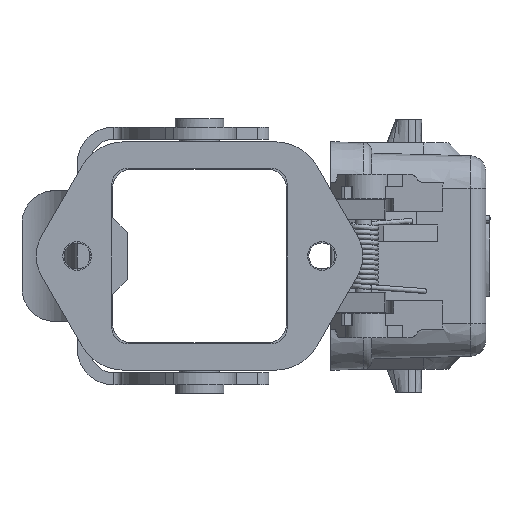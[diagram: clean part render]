
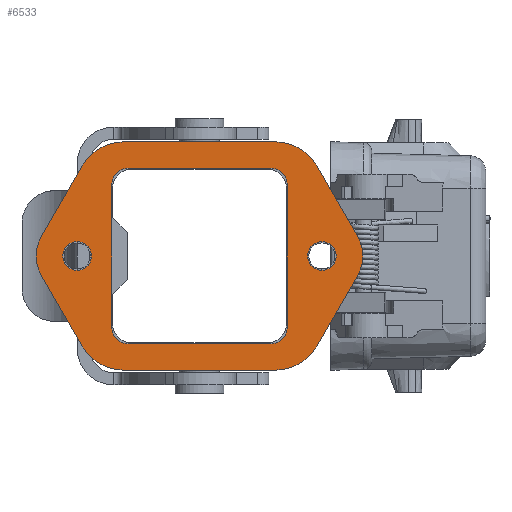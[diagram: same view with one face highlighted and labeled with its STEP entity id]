
A CAD part, front view. The second image highlights one B-rep face of the part: STEP entity #6533.
In plain terms, the highlighted planar face has unit normal (0, -1, 0).
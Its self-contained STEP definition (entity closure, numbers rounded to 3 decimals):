
#3762=PLANE('',#14367);
#4208=LINE('',#18144,#5380);
#4212=LINE('',#18156,#5384);
#4216=LINE('',#18168,#5388);
#4220=LINE('',#18180,#5392);
#4224=LINE('',#18192,#5396);
#4228=LINE('',#18204,#5400);
#4246=LINE('',#18433,#5418);
#4247=LINE('',#18438,#5419);
#4248=LINE('',#18442,#5420);
#4249=LINE('',#18446,#5421);
#5380=VECTOR('',#15329,1.);
#5384=VECTOR('',#15341,1.);
#5388=VECTOR('',#15353,1.);
#5392=VECTOR('',#15365,1.);
#5396=VECTOR('',#15377,1.);
#5400=VECTOR('',#15389,1.);
#5418=VECTOR('',#15487,1.);
#5419=VECTOR('',#15490,1.);
#5420=VECTOR('',#15493,1.);
#5421=VECTOR('',#15496,1.);
#6533=ADVANCED_FACE('',(#12585,#12586,#12587,#12588),#3762,.T.);
#7136=EDGE_LOOP('',(#8103));
#7137=EDGE_LOOP('',(#8104));
#7138=EDGE_LOOP('',(#8105,#8106,#8107,#8108,#8109,#8110,#8111,#8112));
#7139=EDGE_LOOP('',(#8113,#8114,#8115,#8116,#8117,#8118,#8119,#8120,#8121,
#8122,#8123,#8124));
#8103=ORIENTED_EDGE('',*,*,#10966,.F.);
#8104=ORIENTED_EDGE('',*,*,#10967,.F.);
#8105=ORIENTED_EDGE('',*,*,#10968,.F.);
#8106=ORIENTED_EDGE('',*,*,#10969,.F.);
#8107=ORIENTED_EDGE('',*,*,#10970,.F.);
#8108=ORIENTED_EDGE('',*,*,#10971,.F.);
#8109=ORIENTED_EDGE('',*,*,#10972,.F.);
#8110=ORIENTED_EDGE('',*,*,#10973,.F.);
#8111=ORIENTED_EDGE('',*,*,#10974,.F.);
#8112=ORIENTED_EDGE('',*,*,#10975,.F.);
#8113=ORIENTED_EDGE('',*,*,#10926,.T.);
#8114=ORIENTED_EDGE('',*,*,#10923,.T.);
#8115=ORIENTED_EDGE('',*,*,#10920,.T.);
#8116=ORIENTED_EDGE('',*,*,#10917,.T.);
#8117=ORIENTED_EDGE('',*,*,#10914,.T.);
#8118=ORIENTED_EDGE('',*,*,#10911,.T.);
#8119=ORIENTED_EDGE('',*,*,#10908,.T.);
#8120=ORIENTED_EDGE('',*,*,#10905,.T.);
#8121=ORIENTED_EDGE('',*,*,#10902,.T.);
#8122=ORIENTED_EDGE('',*,*,#10899,.T.);
#8123=ORIENTED_EDGE('',*,*,#10896,.T.);
#8124=ORIENTED_EDGE('',*,*,#10929,.T.);
#10896=EDGE_CURVE('',#12792,#12791,#4208,.T.);
#10899=EDGE_CURVE('',#12794,#12792,#12324,.T.);
#10902=EDGE_CURVE('',#12796,#12794,#4212,.T.);
#10905=EDGE_CURVE('',#12798,#12796,#12326,.T.);
#10908=EDGE_CURVE('',#12800,#12798,#4216,.T.);
#10911=EDGE_CURVE('',#12802,#12800,#12328,.T.);
#10914=EDGE_CURVE('',#12804,#12802,#4220,.T.);
#10917=EDGE_CURVE('',#12806,#12804,#12330,.T.);
#10920=EDGE_CURVE('',#12808,#12806,#4224,.T.);
#10923=EDGE_CURVE('',#12810,#12808,#12332,.T.);
#10926=EDGE_CURVE('',#12812,#12810,#4228,.T.);
#10929=EDGE_CURVE('',#12791,#12812,#12334,.T.);
#10966=EDGE_CURVE('',#12831,#12831,#12355,.T.);
#10967=EDGE_CURVE('',#12832,#12832,#12356,.T.);
#10968=EDGE_CURVE('',#12833,#12834,#4246,.T.);
#10969=EDGE_CURVE('',#12835,#12833,#12357,.T.);
#10970=EDGE_CURVE('',#12836,#12835,#4247,.T.);
#10971=EDGE_CURVE('',#12837,#12836,#12358,.T.);
#10972=EDGE_CURVE('',#12838,#12837,#4248,.T.);
#10973=EDGE_CURVE('',#12839,#12838,#12359,.T.);
#10974=EDGE_CURVE('',#12840,#12839,#4249,.T.);
#10975=EDGE_CURVE('',#12834,#12840,#12360,.T.);
#12324=CIRCLE('',#14305,6.);
#12326=CIRCLE('',#14309,6.);
#12328=CIRCLE('',#14313,5.);
#12330=CIRCLE('',#14317,6.);
#12332=CIRCLE('',#14321,6.);
#12334=CIRCLE('',#14325,5.);
#12355=CIRCLE('',#14361,1.75);
#12356=CIRCLE('',#14362,1.75);
#12357=CIRCLE('',#14363,2.);
#12358=CIRCLE('',#14364,2.);
#12359=CIRCLE('',#14365,2.);
#12360=CIRCLE('',#14366,2.);
#12585=FACE_BOUND('',#7136,.T.);
#12586=FACE_BOUND('',#7137,.T.);
#12587=FACE_BOUND('',#7138,.T.);
#12588=FACE_BOUND('',#7139,.T.);
#12791=VERTEX_POINT('',#18143);
#12792=VERTEX_POINT('',#18145);
#12794=VERTEX_POINT('',#18151);
#12796=VERTEX_POINT('',#18157);
#12798=VERTEX_POINT('',#18163);
#12800=VERTEX_POINT('',#18169);
#12802=VERTEX_POINT('',#18175);
#12804=VERTEX_POINT('',#18181);
#12806=VERTEX_POINT('',#18187);
#12808=VERTEX_POINT('',#18193);
#12810=VERTEX_POINT('',#18199);
#12812=VERTEX_POINT('',#18205);
#12831=VERTEX_POINT('',#18430);
#12832=VERTEX_POINT('',#18432);
#12833=VERTEX_POINT('',#18434);
#12834=VERTEX_POINT('',#18435);
#12835=VERTEX_POINT('',#18437);
#12836=VERTEX_POINT('',#18439);
#12837=VERTEX_POINT('',#18441);
#12838=VERTEX_POINT('',#18443);
#12839=VERTEX_POINT('',#18445);
#12840=VERTEX_POINT('',#18447);
#14305=AXIS2_PLACEMENT_3D('',#18150,#15335,#15336);
#14309=AXIS2_PLACEMENT_3D('',#18162,#15347,#15348);
#14313=AXIS2_PLACEMENT_3D('',#18174,#15359,#15360);
#14317=AXIS2_PLACEMENT_3D('',#18186,#15371,#15372);
#14321=AXIS2_PLACEMENT_3D('',#18198,#15383,#15384);
#14325=AXIS2_PLACEMENT_3D('',#18209,#15395,#15396);
#14361=AXIS2_PLACEMENT_3D('',#18429,#15483,#15484);
#14362=AXIS2_PLACEMENT_3D('',#18431,#15485,#15486);
#14363=AXIS2_PLACEMENT_3D('',#18436,#15488,#15489);
#14364=AXIS2_PLACEMENT_3D('',#18440,#15491,#15492);
#14365=AXIS2_PLACEMENT_3D('',#18444,#15494,#15495);
#14366=AXIS2_PLACEMENT_3D('',#18448,#15497,#15498);
#14367=AXIS2_PLACEMENT_3D('',#18449,#15499,#15500);
#15329=DIRECTION('',(0.5,0.,0.866));
#15335=DIRECTION('',(0.,-1.,0.));
#15336=DIRECTION('',(0.866,0.,-0.5));
#15341=DIRECTION('',(1.,0.,0.));
#15347=DIRECTION('',(0.,-1.,0.));
#15348=DIRECTION('',(-0.866,0.,-0.5));
#15353=DIRECTION('',(0.5,0.,-0.866));
#15359=DIRECTION('',(0.,-1.,0.));
#15360=DIRECTION('',(-0.866,0.,0.5));
#15365=DIRECTION('',(-0.5,0.,-0.866));
#15371=DIRECTION('',(0.,-1.,0.));
#15372=DIRECTION('',(0.,0.,1.));
#15377=DIRECTION('',(-1.,0.,0.));
#15383=DIRECTION('',(0.,-1.,0.));
#15384=DIRECTION('',(0.866,0.,0.5));
#15389=DIRECTION('',(-0.5,0.,0.866));
#15395=DIRECTION('',(0.,-1.,0.));
#15396=DIRECTION('',(0.866,0.,-0.5));
#15483=DIRECTION('',(0.,-1.,0.));
#15484=DIRECTION('',(-1.,0.,0.));
#15485=DIRECTION('',(0.,-1.,0.));
#15486=DIRECTION('',(-1.,0.,0.));
#15487=DIRECTION('',(0.,0.,1.));
#15488=DIRECTION('',(0.,-1.,0.));
#15489=DIRECTION('',(-1.,0.,0.));
#15490=DIRECTION('',(1.,0.,0.));
#15491=DIRECTION('',(0.,-1.,0.));
#15492=DIRECTION('',(-1.,0.,0.));
#15493=DIRECTION('',(0.,0.,-1.));
#15494=DIRECTION('',(0.,-1.,0.));
#15495=DIRECTION('',(-1.,0.,0.));
#15496=DIRECTION('',(-1.,0.,0.));
#15497=DIRECTION('',(0.,-1.,0.));
#15498=DIRECTION('',(-1.,0.,0.));
#15499=DIRECTION('',(0.,-1.,0.));
#15500=DIRECTION('',(-1.,0.,0.));
#18143=CARTESIAN_POINT('',(19.33,-23.,-2.5));
#18144=CARTESIAN_POINT('',(14.423,-23.,-11.));
#18145=CARTESIAN_POINT('',(14.423,-23.,-11.));
#18150=CARTESIAN_POINT('',(9.226,-23.,-8.));
#18151=CARTESIAN_POINT('',(9.226,-23.,-14.));
#18156=CARTESIAN_POINT('',(-9.226,-23.,-14.));
#18157=CARTESIAN_POINT('',(-9.226,-23.,-14.));
#18162=CARTESIAN_POINT('',(-9.226,-23.,-8.));
#18163=CARTESIAN_POINT('',(-14.423,-23.,-11.));
#18168=CARTESIAN_POINT('',(-19.33,-23.,-2.5));
#18169=CARTESIAN_POINT('',(-19.33,-23.,-2.5));
#18174=CARTESIAN_POINT('',(-15.,-23.,0.));
#18175=CARTESIAN_POINT('',(-19.33,-23.,2.5));
#18180=CARTESIAN_POINT('',(-14.423,-23.,11.));
#18181=CARTESIAN_POINT('',(-14.423,-23.,11.));
#18186=CARTESIAN_POINT('',(-9.226,-23.,8.));
#18187=CARTESIAN_POINT('',(-9.226,-23.,14.));
#18192=CARTESIAN_POINT('',(9.226,-23.,14.));
#18193=CARTESIAN_POINT('',(9.226,-23.,14.));
#18198=CARTESIAN_POINT('',(9.226,-23.,8.));
#18199=CARTESIAN_POINT('',(14.423,-23.,11.));
#18204=CARTESIAN_POINT('',(19.33,-23.,2.5));
#18205=CARTESIAN_POINT('',(19.33,-23.,2.5));
#18209=CARTESIAN_POINT('',(15.,-23.,0.));
#18429=CARTESIAN_POINT('',(-15.,-23.,0.));
#18430=CARTESIAN_POINT('',(-16.75,-23.,0.));
#18431=CARTESIAN_POINT('',(15.,-23.,0.));
#18432=CARTESIAN_POINT('',(13.25,-23.,0.));
#18433=CARTESIAN_POINT('',(10.75,-23.,8.));
#18434=CARTESIAN_POINT('',(10.75,-23.,-8.75));
#18435=CARTESIAN_POINT('',(10.75,-23.,8.75));
#18436=CARTESIAN_POINT('',(8.75,-23.,-8.75));
#18437=CARTESIAN_POINT('',(8.75,-23.,-10.75));
#18438=CARTESIAN_POINT('',(9.226,-23.,-10.75));
#18439=CARTESIAN_POINT('',(-8.75,-23.,-10.75));
#18440=CARTESIAN_POINT('',(-8.75,-23.,-8.75));
#18441=CARTESIAN_POINT('',(-10.75,-23.,-8.75));
#18442=CARTESIAN_POINT('',(-10.75,-23.,8.));
#18443=CARTESIAN_POINT('',(-10.75,-23.,8.75));
#18444=CARTESIAN_POINT('',(-8.75,-23.,8.75));
#18445=CARTESIAN_POINT('',(-8.75,-23.,10.75));
#18446=CARTESIAN_POINT('',(9.226,-23.,10.75));
#18447=CARTESIAN_POINT('',(8.75,-23.,10.75));
#18448=CARTESIAN_POINT('',(8.75,-23.,8.75));
#18449=CARTESIAN_POINT('',(9.226,-23.,8.));
